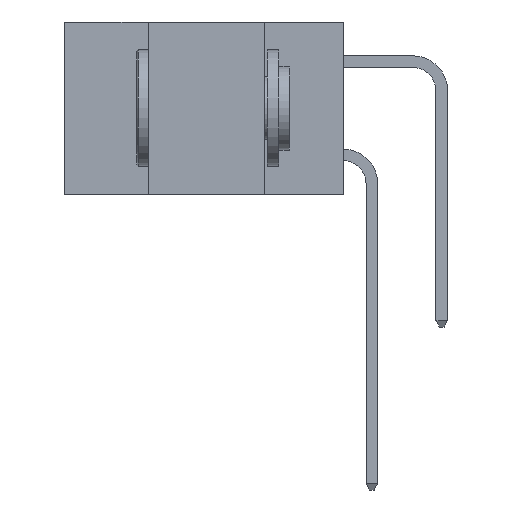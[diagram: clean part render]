
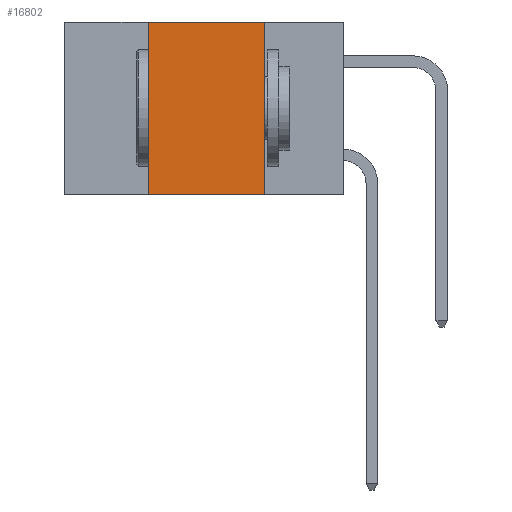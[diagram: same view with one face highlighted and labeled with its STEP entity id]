
A CAD part, left-side view. The second image highlights one B-rep face of the part: STEP entity #16802.
In plain terms, the highlighted planar face has unit normal (-1, 0, 0).
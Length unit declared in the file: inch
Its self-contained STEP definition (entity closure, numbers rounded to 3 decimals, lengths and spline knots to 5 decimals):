
#24 = DIRECTION ( 'NONE',  ( 0., 0., -1. ) ) ;
#200 = VERTEX_POINT ( 'NONE', #14583 ) ;
#1122 = DIRECTION ( 'NONE',  ( 0., -1., 0. ) ) ;
#1214 = LINE ( 'NONE', #19363, #4962 ) ;
#1665 = VERTEX_POINT ( 'NONE', #12861 ) ;
#1920 = LINE ( 'NONE', #5881, #6679 ) ;
#2431 = CARTESIAN_POINT ( 'NONE',  ( 0., 0.42, -0.37 ) ) ;
#2531 = DIRECTION ( 'NONE',  ( 0., 0., 1. ) ) ;
#2974 = LINE ( 'NONE', #17335, #19133 ) ;
#3765 = VECTOR ( 'NONE', #2531, 39.37008 ) ;
#3904 = EDGE_LOOP ( 'NONE', ( #19532, #17872, #4394, #20816 ) ) ;
#4090 = FACE_OUTER_BOUND ( 'NONE', #3904, .T. ) ;
#4394 = ORIENTED_EDGE ( 'NONE', *, *, #8678, .F. ) ;
#4414 = DIRECTION ( 'NONE',  ( 0., -1., 0. ) ) ;
#4962 = VECTOR ( 'NONE', #24, 39.37008 ) ;
#5461 = CARTESIAN_POINT ( 'NONE',  ( 0., 0.6, 0. ) ) ;
#5881 = CARTESIAN_POINT ( 'NONE',  ( 0., 0.6, 0. ) ) ;
#6679 = VECTOR ( 'NONE', #1122, 39.37008 ) ;
#7066 = DIRECTION ( 'NONE',  ( 1., 0., 0. ) ) ;
#7340 = AXIS2_PLACEMENT_3D ( 'NONE', #5461, #7066, #18397 ) ;
#8678 = EDGE_CURVE ( 'NONE', #19486, #200, #9027, .T. ) ;
#9027 = LINE ( 'NONE', #2431, #3765 ) ;
#9757 = EDGE_CURVE ( 'NONE', #19486, #16838, #2974, .T. ) ;
#10238 = PLANE ( 'NONE',  #7340 ) ;
#11026 = CARTESIAN_POINT ( 'NONE',  ( 0., 0.42, -0.37 ) ) ;
#11967 = CARTESIAN_POINT ( 'NONE',  ( 0., 0.17, -0.37 ) ) ;
#12861 = CARTESIAN_POINT ( 'NONE',  ( 0., 0.17, 0. ) ) ;
#14583 = CARTESIAN_POINT ( 'NONE',  ( 0., 0.42, 0. ) ) ;
#16802 = ADVANCED_FACE ( 'NONE', ( #4090 ), #10238, .F. ) ;
#16838 = VERTEX_POINT ( 'NONE', #11967 ) ;
#17335 = CARTESIAN_POINT ( 'NONE',  ( 0., 0.6, -0.37 ) ) ;
#17872 = ORIENTED_EDGE ( 'NONE', *, *, #19936, .F. ) ;
#18397 = DIRECTION ( 'NONE',  ( 0., 0., -1. ) ) ;
#18864 = EDGE_CURVE ( 'NONE', #1665, #16838, #1214, .T. ) ;
#19133 = VECTOR ( 'NONE', #4414, 39.37008 ) ;
#19363 = CARTESIAN_POINT ( 'NONE',  ( 0., 0.17, -0.37 ) ) ;
#19486 = VERTEX_POINT ( 'NONE', #11026 ) ;
#19532 = ORIENTED_EDGE ( 'NONE', *, *, #18864, .F. ) ;
#19936 = EDGE_CURVE ( 'NONE', #200, #1665, #1920, .T. ) ;
#20816 = ORIENTED_EDGE ( 'NONE', *, *, #9757, .T. ) ;
